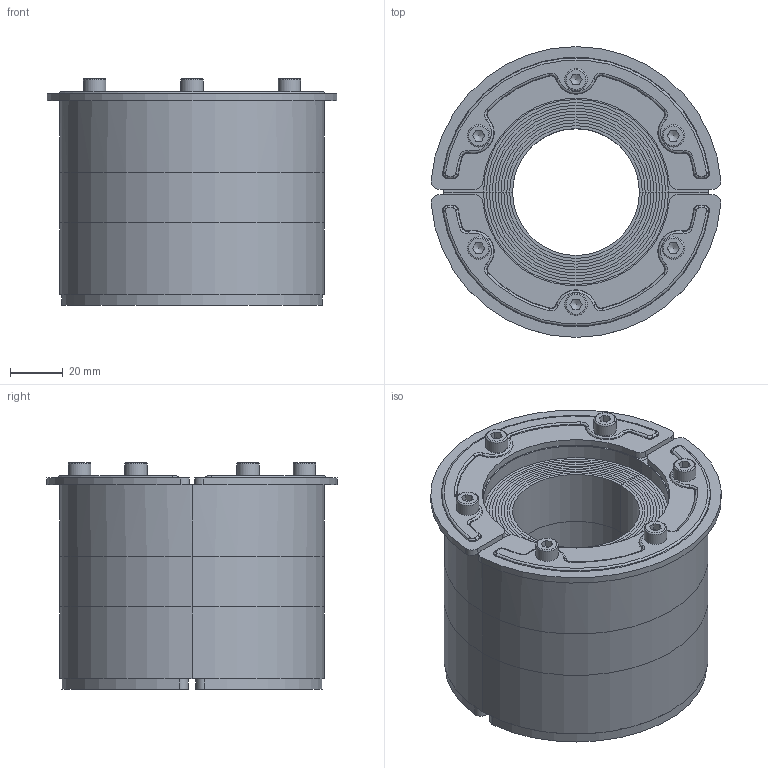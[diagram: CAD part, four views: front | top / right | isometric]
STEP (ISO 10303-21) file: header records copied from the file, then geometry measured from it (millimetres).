
FILE_DESCRIPTION(/* description */ ('','CAx-IF Rec.Pracs.---Representation and Presentation of Product Manufacturing Information (PMI)---4.0---2014-10-13'),/* implementation_level */ '2;1');
FILE_NAME(/* name */ 'RS 100 BG WOC.stp',/* time_stamp */ '2021-12-22T13:53:07+01:00',/* author */ ('se-linado'),/* organization */ (''),/* preprocessor_version */ 'ST-DEVELOPER v17.2',/* originating_system */ 'Autodesk Inventor 2019',/* authorisation */ '');
FILE_SCHEMA (('AP242_MANAGED_MODEL_BASED_3D_ENGINEERING_MIM_LF { 1 0 10303 442 1 1 4 }'));
Length unit declared in the file: millimetre
Products named in the file (1): RS 100 BG_EMC WOC
Bounding box: 109.67 x 110 x 85.8 mm (x, y, z)
Volume: 453070.7 mm3; surface area: 55389.7 mm2
Topology: 1 solids, 1 shells, 258 faces, 640 edges, 398 vertices
Faces by surface type: plane 112, cylinder 56, cone 48, torus 34, bspline 8
Full cylindrical faces by diameter (mm): 4.134 x6, 8.5 x6
Entity records: 8022 total; most frequent: CARTESIAN_POINT 1463, DIRECTION 1426, ORIENTED_EDGE 1268, EDGE_CURVE 634, AXIS2_PLACEMENT_3D 583, VERTEX_POINT 398, CIRCLE 332, EDGE_LOOP 280
